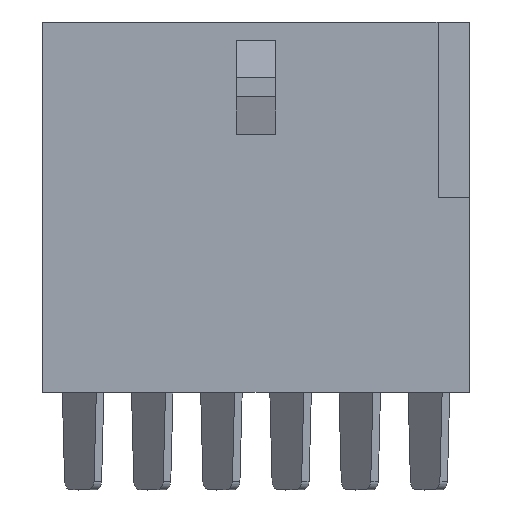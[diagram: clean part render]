
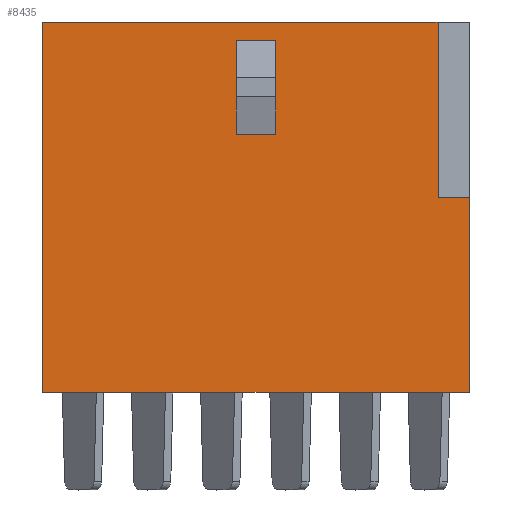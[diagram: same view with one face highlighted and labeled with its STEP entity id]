
A CAD part, top view. The second image highlights one B-rep face of the part: STEP entity #8435.
In plain terms, the highlighted planar face has unit normal (0, 0, 1).
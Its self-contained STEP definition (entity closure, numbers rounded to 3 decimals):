
#10 = VECTOR ( 'NONE', #3765, 1000. ) ;
#12 = ORIENTED_EDGE ( 'NONE', *, *, #7904, .T. ) ;
#147 = ORIENTED_EDGE ( 'NONE', *, *, #3696, .F. ) ;
#301 = CARTESIAN_POINT ( 'NONE',  ( 20.333, 56.224, 2.54 ) ) ;
#462 = LINE ( 'NONE', #301, #10 ) ;
#588 = EDGE_CURVE ( 'NONE', #7967, #6155, #4256, .T. ) ;
#617 = VERTEX_POINT ( 'NONE', #6177 ) ;
#626 = PLANE ( 'NONE',  #1266 ) ;
#680 = VERTEX_POINT ( 'NONE', #4821 ) ;
#872 = CARTESIAN_POINT ( 'NONE',  ( -2.324, -11.176, 2.54 ) ) ;
#919 = CARTESIAN_POINT ( 'NONE',  ( 8.763, 8.992, 2.54 ) ) ;
#1054 = ORIENTED_EDGE ( 'NONE', *, *, #8756, .F. ) ;
#1106 = VECTOR ( 'NONE', #3580, 1000. ) ;
#1266 = AXIS2_PLACEMENT_3D ( 'NONE', #7486, #4762, #4818 ) ;
#1396 = VECTOR ( 'NONE', #8019, 1000. ) ;
#1533 = CARTESIAN_POINT ( 'NONE',  ( 22.136, 0., 2.54 ) ) ;
#1539 = LINE ( 'NONE', #3577, #5627 ) ;
#1925 = CARTESIAN_POINT ( 'NONE',  ( 13.282, 3.608, 2.54 ) ) ;
#2175 = VERTEX_POINT ( 'NONE', #4540 ) ;
#2209 = DIRECTION ( 'NONE',  ( 1., 0., 0. ) ) ;
#2485 = EDGE_LOOP ( 'NONE', ( #8064, #147, #1054, #7722 ) ) ;
#2591 = VECTOR ( 'NONE', #2209, 1000. ) ;
#2915 = CARTESIAN_POINT ( 'NONE',  ( 8.763, 3.608, 2.54 ) ) ;
#2985 = EDGE_CURVE ( 'NONE', #680, #6587, #3585, .T. ) ;
#3043 = FACE_BOUND ( 'NONE', #2485, .T. ) ;
#3075 = CARTESIAN_POINT ( 'NONE',  ( 20.333, 10.033, 2.54 ) ) ;
#3190 = DIRECTION ( 'NONE',  ( 0., 1., 0. ) ) ;
#3577 = CARTESIAN_POINT ( 'NONE',  ( -2.324, 0., 2.54 ) ) ;
#3580 = DIRECTION ( 'NONE',  ( -1., 0., 0. ) ) ;
#3585 = LINE ( 'NONE', #6686, #8805 ) ;
#3696 = EDGE_CURVE ( 'NONE', #617, #6155, #4856, .T. ) ;
#3739 = EDGE_CURVE ( 'NONE', #6587, #7266, #462, .T. ) ;
#3765 = DIRECTION ( 'NONE',  ( 0., -1., 0. ) ) ;
#3843 = EDGE_LOOP ( 'NONE', ( #4980, #5721, #7162, #7747, #5359, #12 ) ) ;
#4105 = FACE_OUTER_BOUND ( 'NONE', #3843, .T. ) ;
#4256 = LINE ( 'NONE', #1925, #4481 ) ;
#4481 = VECTOR ( 'NONE', #6266, 1000. ) ;
#4517 = VECTOR ( 'NONE', #3190, 1000. ) ;
#4540 = CARTESIAN_POINT ( 'NONE',  ( 11.049, 8.991, 2.54 ) ) ;
#4652 = EDGE_CURVE ( 'NONE', #6069, #680, #6539, .T. ) ;
#4655 = VECTOR ( 'NONE', #7450, 1000. ) ;
#4717 = EDGE_CURVE ( 'NONE', #7967, #2175, #6120, .T. ) ;
#4762 = DIRECTION ( 'NONE',  ( 0., 0., 1. ) ) ;
#4818 = DIRECTION ( 'NONE',  ( 1., 0., 0. ) ) ;
#4821 = CARTESIAN_POINT ( 'NONE',  ( -2.324, 10.033, 2.54 ) ) ;
#4856 = LINE ( 'NONE', #919, #5825 ) ;
#4927 = CARTESIAN_POINT ( 'NONE',  ( 13.282, 8.991, 2.54 ) ) ;
#4980 = ORIENTED_EDGE ( 'NONE', *, *, #7527, .F. ) ;
#5065 = DIRECTION ( 'NONE',  ( 0., -1., 0. ) ) ;
#5296 = LINE ( 'NONE', #8302, #2591 ) ;
#5359 = ORIENTED_EDGE ( 'NONE', *, *, #8667, .T. ) ;
#5601 = VERTEX_POINT ( 'NONE', #5751 ) ;
#5627 = VECTOR ( 'NONE', #6428, 1000. ) ;
#5721 = ORIENTED_EDGE ( 'NONE', *, *, #3739, .F. ) ;
#5751 = CARTESIAN_POINT ( 'NONE',  ( 22.136, -11.176, 2.54 ) ) ;
#5825 = VECTOR ( 'NONE', #5065, 1000. ) ;
#5990 = CARTESIAN_POINT ( 'NONE',  ( 20.333, 0., 2.54 ) ) ;
#6069 = VERTEX_POINT ( 'NONE', #872 ) ;
#6120 = LINE ( 'NONE', #7405, #4517 ) ;
#6155 = VERTEX_POINT ( 'NONE', #2915 ) ;
#6177 = CARTESIAN_POINT ( 'NONE',  ( 8.763, 8.991, 2.54 ) ) ;
#6266 = DIRECTION ( 'NONE',  ( -1., 0., 0. ) ) ;
#6428 = DIRECTION ( 'NONE',  ( 1., 0., 0. ) ) ;
#6479 = LINE ( 'NONE', #7415, #4655 ) ;
#6486 = VERTEX_POINT ( 'NONE', #1533 ) ;
#6539 = LINE ( 'NONE', #7343, #1396 ) ;
#6587 = VERTEX_POINT ( 'NONE', #3075 ) ;
#6686 = CARTESIAN_POINT ( 'NONE',  ( -2.324, 10.033, 2.54 ) ) ;
#7162 = ORIENTED_EDGE ( 'NONE', *, *, #2985, .F. ) ;
#7266 = VERTEX_POINT ( 'NONE', #5990 ) ;
#7305 = LINE ( 'NONE', #4927, #1106 ) ;
#7343 = CARTESIAN_POINT ( 'NONE',  ( -2.324, -11.176, 2.54 ) ) ;
#7405 = CARTESIAN_POINT ( 'NONE',  ( 11.049, 8.992, 2.54 ) ) ;
#7415 = CARTESIAN_POINT ( 'NONE',  ( 22.136, -11.176, 2.54 ) ) ;
#7450 = DIRECTION ( 'NONE',  ( 0., 1., 0. ) ) ;
#7486 = CARTESIAN_POINT ( 'NONE',  ( -2.324, -11.176, 2.54 ) ) ;
#7527 = EDGE_CURVE ( 'NONE', #7266, #6486, #1539, .T. ) ;
#7722 = ORIENTED_EDGE ( 'NONE', *, *, #4717, .F. ) ;
#7747 = ORIENTED_EDGE ( 'NONE', *, *, #4652, .F. ) ;
#7904 = EDGE_CURVE ( 'NONE', #5601, #6486, #6479, .T. ) ;
#7967 = VERTEX_POINT ( 'NONE', #8248 ) ;
#8019 = DIRECTION ( 'NONE',  ( 0., 1., 0. ) ) ;
#8064 = ORIENTED_EDGE ( 'NONE', *, *, #588, .T. ) ;
#8248 = CARTESIAN_POINT ( 'NONE',  ( 11.049, 3.608, 2.54 ) ) ;
#8302 = CARTESIAN_POINT ( 'NONE',  ( -2.324, -11.176, 2.54 ) ) ;
#8435 = ADVANCED_FACE ( 'NONE', ( #3043, #4105 ), #626, .T. ) ;
#8667 = EDGE_CURVE ( 'NONE', #6069, #5601, #5296, .T. ) ;
#8756 = EDGE_CURVE ( 'NONE', #2175, #617, #7305, .T. ) ;
#8788 = DIRECTION ( 'NONE',  ( 1., 0., 0. ) ) ;
#8805 = VECTOR ( 'NONE', #8788, 1000. ) ;
